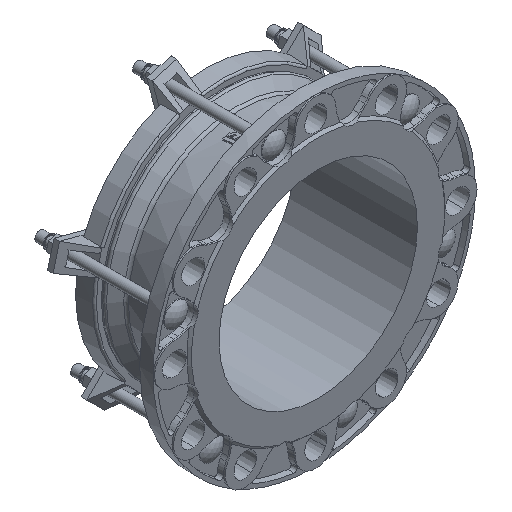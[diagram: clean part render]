
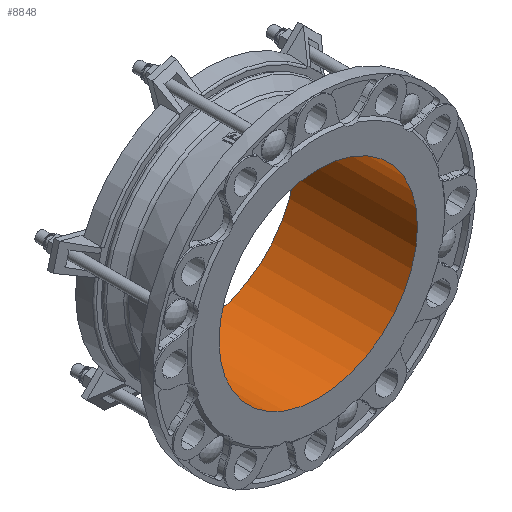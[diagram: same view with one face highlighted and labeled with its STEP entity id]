
A CAD part, isometric view. The second image highlights one B-rep face of the part: STEP entity #8848.
In plain terms, the highlighted cylindrical face has radius 125 mm (diameter 250 mm), a full revolution.
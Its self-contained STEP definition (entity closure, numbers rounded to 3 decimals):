
#1865 = DIRECTION ( 'NONE',  ( 0., 0., 1. ) ) ;
#2036 = DIRECTION ( 'NONE',  ( 0., 1., 0. ) ) ;
#2073 = CARTESIAN_POINT ( 'NONE',  ( 0., 0., 0. ) ) ;
#3795 = CIRCLE ( 'NONE', #7661, 125. ) ;
#4011 = VERTEX_POINT ( 'NONE', #7243 ) ;
#4427 = EDGE_CURVE ( 'NONE', #4011, #4011, #12420, .T. ) ;
#5280 = EDGE_LOOP ( 'NONE', ( #9292 ) ) ;
#5554 = EDGE_LOOP ( 'NONE', ( #9761 ) ) ;
#7243 = CARTESIAN_POINT ( 'NONE',  ( 0., 153.778, 125. ) ) ;
#7265 = CARTESIAN_POINT ( 'NONE',  ( 0., 0., 125. ) ) ;
#7661 = AXIS2_PLACEMENT_3D ( 'NONE', #2073, #2036, #1865 ) ;
#8848 = ADVANCED_FACE ( 'NONE', ( #12129, #12297 ), #12311, .F. ) ;
#9292 = ORIENTED_EDGE ( 'NONE', *, *, #17906, .F. ) ;
#9761 = ORIENTED_EDGE ( 'NONE', *, *, #4427, .T. ) ;
#12129 = FACE_OUTER_BOUND ( 'NONE', #5280, .T. ) ;
#12297 = FACE_OUTER_BOUND ( 'NONE', #5554, .T. ) ;
#12311 = CYLINDRICAL_SURFACE ( 'NONE', #17802, 125. ) ;
#12420 = CIRCLE ( 'NONE', #17893, 125. ) ;
#13001 = VERTEX_POINT ( 'NONE', #7265 ) ;
#13220 = DIRECTION ( 'NONE',  ( 0., 1., 0. ) ) ;
#13270 = CARTESIAN_POINT ( 'NONE',  ( 0., 153.778, 0. ) ) ;
#13813 = DIRECTION ( 'NONE',  ( 0., 0., 1. ) ) ;
#16630 = DIRECTION ( 'NONE',  ( 0., 0., 1. ) ) ;
#16774 = CARTESIAN_POINT ( 'NONE',  ( 0., 0., 0. ) ) ;
#16939 = DIRECTION ( 'NONE',  ( 0., 1., 0. ) ) ;
#17802 = AXIS2_PLACEMENT_3D ( 'NONE', #16774, #16939, #16630 ) ;
#17893 = AXIS2_PLACEMENT_3D ( 'NONE', #13270, #13220, #13813 ) ;
#17906 = EDGE_CURVE ( 'NONE', #13001, #13001, #3795, .T. ) ;
